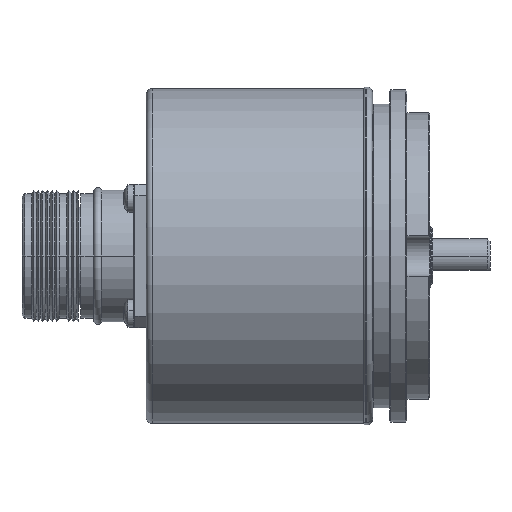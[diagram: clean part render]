
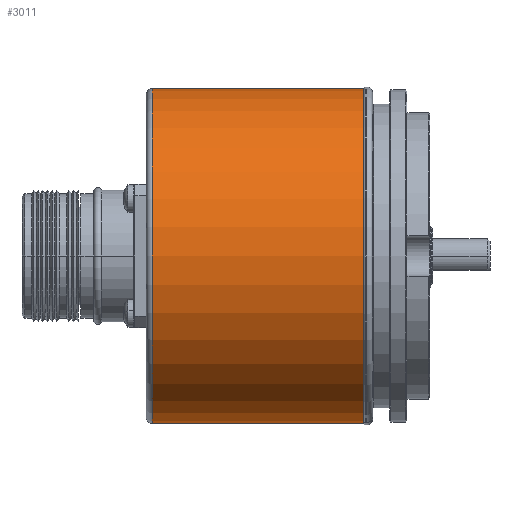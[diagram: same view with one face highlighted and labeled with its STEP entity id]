
A CAD part, left-side view. The second image highlights one B-rep face of the part: STEP entity #3011.
In plain terms, the highlighted cylindrical face has radius 29.25 mm (diameter 58.5 mm), a partial arc.
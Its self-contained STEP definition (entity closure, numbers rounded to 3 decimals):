
#42 = VERTEX_POINT ( 'NONE', #270 ) ;
#203 = CIRCLE ( 'NONE', #7103, 29.25 ) ;
#270 = CARTESIAN_POINT ( 'NONE',  ( 0., 55.871, 29.25 ) ) ;
#505 = ORIENTED_EDGE ( 'NONE', *, *, #8969, .T. ) ;
#599 = CARTESIAN_POINT ( 'NONE',  ( 0., 55.871, -29.25 ) ) ;
#1038 = AXIS2_PLACEMENT_3D ( 'NONE', #10247, #3883, #9370 ) ;
#1742 = AXIS2_PLACEMENT_3D ( 'NONE', #2762, #1888, #3760 ) ;
#1888 = DIRECTION ( 'NONE',  ( 0., 1., 0. ) ) ;
#2549 = DIRECTION ( 'NONE',  ( 0., -1., 0. ) ) ;
#2762 = CARTESIAN_POINT ( 'NONE',  ( 0., 58.833, 0. ) ) ;
#3011 = ADVANCED_FACE ( 'NONE', ( #3643 ), #7118, .T. ) ;
#3243 = DIRECTION ( 'NONE',  ( 0., 1., 0. ) ) ;
#3553 = EDGE_CURVE ( 'NONE', #42, #6823, #203, .T. ) ;
#3643 = FACE_OUTER_BOUND ( 'NONE', #9688, .T. ) ;
#3661 = VERTEX_POINT ( 'NONE', #6109 ) ;
#3664 = VERTEX_POINT ( 'NONE', #11515 ) ;
#3760 = DIRECTION ( 'NONE',  ( 0., 0., 1. ) ) ;
#3883 = DIRECTION ( 'NONE',  ( 0., 1., 0. ) ) ;
#5102 = DIRECTION ( 'NONE',  ( 0., 1., 0. ) ) ;
#5278 = VECTOR ( 'NONE', #5102, 1000. ) ;
#6109 = CARTESIAN_POINT ( 'NONE',  ( 0., 18.871, 29.25 ) ) ;
#6586 = ORIENTED_EDGE ( 'NONE', *, *, #3553, .T. ) ;
#6823 = VERTEX_POINT ( 'NONE', #599 ) ;
#7103 = AXIS2_PLACEMENT_3D ( 'NONE', #9000, #2549, #8081 ) ;
#7118 = CYLINDRICAL_SURFACE ( 'NONE', #1742, 29.25 ) ;
#7134 = ORIENTED_EDGE ( 'NONE', *, *, #7663, .F. ) ;
#7663 = EDGE_CURVE ( 'NONE', #3664, #6823, #10683, .T. ) ;
#7839 = CARTESIAN_POINT ( 'NONE',  ( 0., 58.833, -29.25 ) ) ;
#8081 = DIRECTION ( 'NONE',  ( 0., 0., -1. ) ) ;
#8791 = CARTESIAN_POINT ( 'NONE',  ( 0., 58.833, 29.25 ) ) ;
#8877 = EDGE_CURVE ( 'NONE', #3664, #3661, #11630, .T. ) ;
#8969 = EDGE_CURVE ( 'NONE', #3661, #42, #11755, .T. ) ;
#9000 = CARTESIAN_POINT ( 'NONE',  ( 0., 55.871, 0. ) ) ;
#9370 = DIRECTION ( 'NONE',  ( 0., 0., 1. ) ) ;
#9688 = EDGE_LOOP ( 'NONE', ( #7134, #10635, #505, #6586 ) ) ;
#10247 = CARTESIAN_POINT ( 'NONE',  ( 0., 18.871, 0. ) ) ;
#10635 = ORIENTED_EDGE ( 'NONE', *, *, #8877, .T. ) ;
#10683 = LINE ( 'NONE', #7839, #5278 ) ;
#10798 = VECTOR ( 'NONE', #3243, 1000. ) ;
#11515 = CARTESIAN_POINT ( 'NONE',  ( 0., 18.871, -29.25 ) ) ;
#11630 = CIRCLE ( 'NONE', #1038, 29.25 ) ;
#11755 = LINE ( 'NONE', #8791, #10798 ) ;
